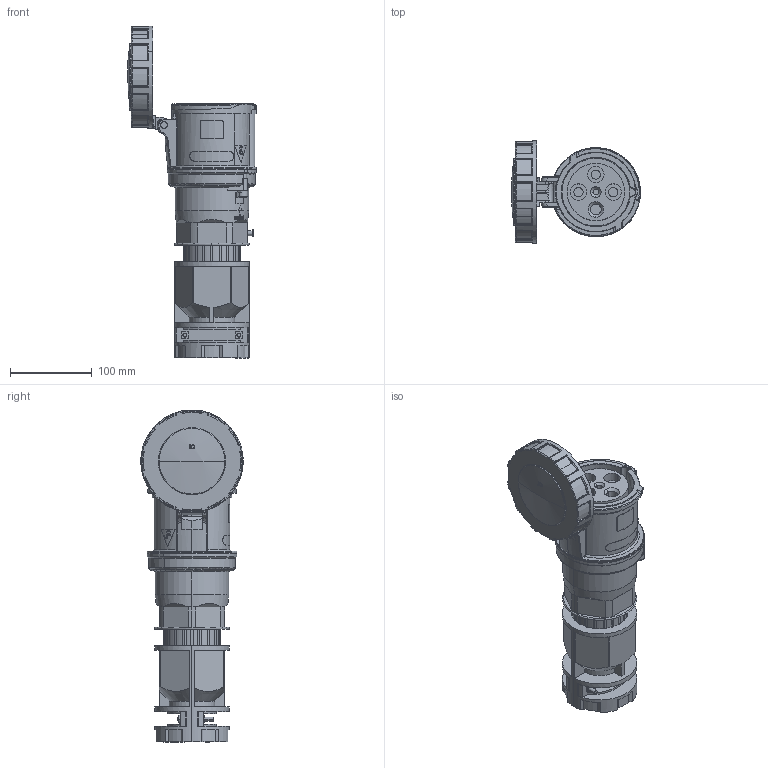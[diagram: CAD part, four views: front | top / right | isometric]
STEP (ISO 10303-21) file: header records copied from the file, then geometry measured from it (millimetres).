
FILE_DESCRIPTION (( 'STEP AP203' ), '1' );
FILE_NAME ('BRY4100C9W.step', '2022-08-17T19:32:25', ( '' ), ( '' ), 'SwSTEP 2.0', 'SolidWorks 2021', '' );
FILE_SCHEMA (( 'CONFIG_CONTROL_DESIGN' ));
Length unit declared in the file: millimetre
Products named in the file (1): BRY4100C9W
Bounding box: 157.58 x 125 x 405.5 mm (x, y, z)
Volume: 1683903.9 mm3; surface area: 259600.4 mm2
Topology: 7 solids, 8 shells, 1119 faces, 2988 edges, 1910 vertices
Faces by surface type: plane 397, cylinder 387, bspline 104, torus 95, cone 88, sphere 48
Entity records: 45374 total; most frequent: CARTESIAN_POINT 18553, ORIENTED_EDGE 5894, DIRECTION 5296, EDGE_CURVE 2947, AXIS2_PLACEMENT_3D 2010, VERTEX_POINT 1890, LINE 1276, VECTOR 1276
